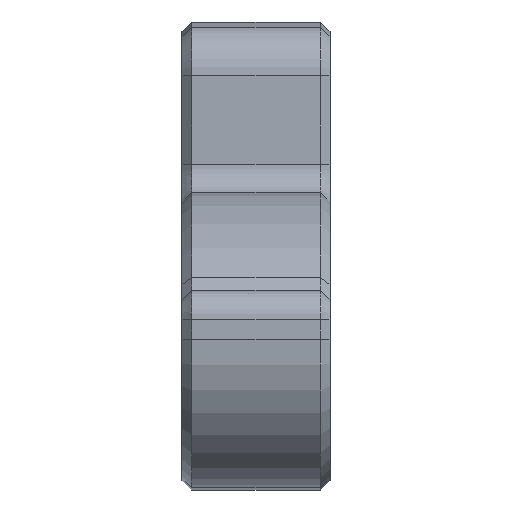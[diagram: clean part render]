
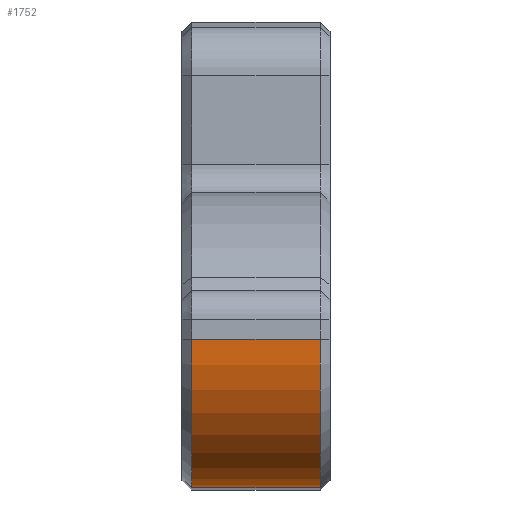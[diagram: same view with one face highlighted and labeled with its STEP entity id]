
A CAD part, top view. The second image highlights one B-rep face of the part: STEP entity #1752.
In plain terms, the highlighted cylindrical face has radius 3 mm (diameter 6 mm), a partial arc.
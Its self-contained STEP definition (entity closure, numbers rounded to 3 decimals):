
#2 = FACE_OUTER_BOUND ( 'NONE', #1471, .T. ) ;
#50 = CARTESIAN_POINT ( 'NONE',  ( 0.2, -3.4, 5. ) ) ;
#100 = DIRECTION ( 'NONE',  ( 1., 0., 0. ) ) ;
#136 = EDGE_CURVE ( 'NONE', #1413, #555, #1622, .T. ) ;
#216 = AXIS2_PLACEMENT_3D ( 'NONE', #919, #369, #1469 ) ;
#256 = ORIENTED_EDGE ( 'NONE', *, *, #136, .T. ) ;
#316 = CARTESIAN_POINT ( 'NONE',  ( 0.2, -0.4, 8. ) ) ;
#320 = VERTEX_POINT ( 'NONE', #656 ) ;
#369 = DIRECTION ( 'NONE',  ( -1., 0., 0. ) ) ;
#397 = EDGE_CURVE ( 'NONE', #1413, #993, #1195, .T. ) ;
#432 = DIRECTION ( 'NONE',  ( 0., 0., 1. ) ) ;
#462 = LINE ( 'NONE', #1023, #1405 ) ;
#528 = ORIENTED_EDGE ( 'NONE', *, *, #1182, .T. ) ;
#554 = DIRECTION ( 'NONE',  ( 0., 0., 1. ) ) ;
#555 = VERTEX_POINT ( 'NONE', #50 ) ;
#605 = CARTESIAN_POINT ( 'NONE',  ( 2.8, -0.4, 8. ) ) ;
#647 = AXIS2_PLACEMENT_3D ( 'NONE', #1665, #1120, #432 ) ;
#656 = CARTESIAN_POINT ( 'NONE',  ( 2.8, -3.4, 5. ) ) ;
#816 = CARTESIAN_POINT ( 'NONE',  ( 3., -0.4, 5. ) ) ;
#919 = CARTESIAN_POINT ( 'NONE',  ( 2.8, -0.4, 5. ) ) ;
#993 = VERTEX_POINT ( 'NONE', #605 ) ;
#1023 = CARTESIAN_POINT ( 'NONE',  ( 3., -3.4, 5. ) ) ;
#1116 = AXIS2_PLACEMENT_3D ( 'NONE', #816, #1619, #554 ) ;
#1120 = DIRECTION ( 'NONE',  ( 1., 0., 0. ) ) ;
#1182 = EDGE_CURVE ( 'NONE', #320, #993, #1627, .T. ) ;
#1195 = LINE ( 'NONE', #1339, #1429 ) ;
#1268 = DIRECTION ( 'NONE',  ( -1., 0., 0. ) ) ;
#1311 = ORIENTED_EDGE ( 'NONE', *, *, #1450, .F. ) ;
#1339 = CARTESIAN_POINT ( 'NONE',  ( 3., -0.4, 8. ) ) ;
#1405 = VECTOR ( 'NONE', #1268, 1000. ) ;
#1411 = ORIENTED_EDGE ( 'NONE', *, *, #397, .F. ) ;
#1413 = VERTEX_POINT ( 'NONE', #316 ) ;
#1429 = VECTOR ( 'NONE', #100, 1000. ) ;
#1450 = EDGE_CURVE ( 'NONE', #320, #555, #462, .T. ) ;
#1469 = DIRECTION ( 'NONE',  ( 0., 0., 1. ) ) ;
#1471 = EDGE_LOOP ( 'NONE', ( #1411, #256, #1311, #528 ) ) ;
#1486 = CYLINDRICAL_SURFACE ( 'NONE', #1116, 3. ) ;
#1619 = DIRECTION ( 'NONE',  ( -1., 0., 0. ) ) ;
#1622 = CIRCLE ( 'NONE', #647, 3. ) ;
#1627 = CIRCLE ( 'NONE', #216, 3. ) ;
#1665 = CARTESIAN_POINT ( 'NONE',  ( 0.2, -0.4, 5. ) ) ;
#1752 = ADVANCED_FACE ( 'NONE', ( #2 ), #1486, .T. ) ;
